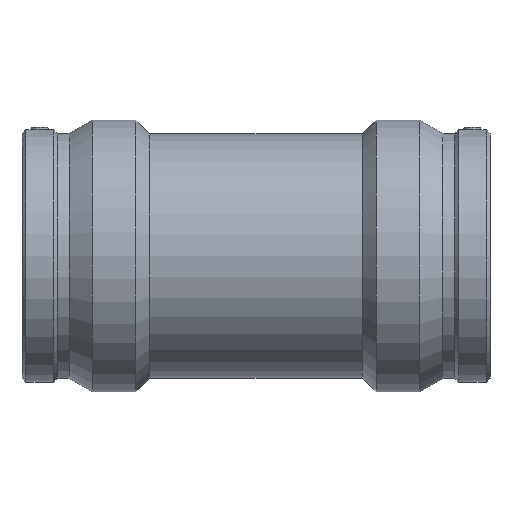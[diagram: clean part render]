
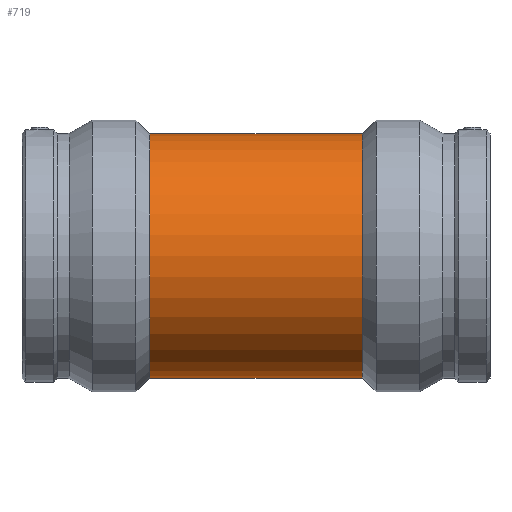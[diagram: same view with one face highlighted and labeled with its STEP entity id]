
A CAD part, top view. The second image highlights one B-rep face of the part: STEP entity #719.
In plain terms, the highlighted cylindrical face has radius 110.25 mm (diameter 220.5 mm), a full revolution.
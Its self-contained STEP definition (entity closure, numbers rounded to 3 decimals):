
#79=FACE_BOUND('',#331,.T.);
#80=FACE_BOUND('',#332,.T.);
#147=CIRCLE('',#807,110.25);
#148=CIRCLE('',#808,110.25);
#199=CYLINDRICAL_SURFACE('',#806,110.25);
#235=FACE_OUTER_BOUND('',#330,.T.);
#330=EDGE_LOOP('',(#616));
#331=EDGE_LOOP('',(#617));
#332=EDGE_LOOP('',(#618));
#416=B_SPLINE_CURVE_WITH_KNOTS('',3,(#1453,#1454,#1455,#1456,#1457,#1458,
#1459,#1460,#1461,#1462,#1463,#1464,#1465,#1466,#1467,#1468,#1469,#1470,
#1471,#1472,#1473,#1474,#1475,#1476,#1477,#1478,#1479,#1480,#1481,#1482,
#1483,#1484,#1485,#1486,#1487,#1488,#1489,#1490,#1491,#1492,#1493,#1494,
#1495,#1496,#1497,#1498,#1499,#1500,#1501,#1502,#1503,#1504,#1505,#1506,
#1507,#1508,#1509,#1510,#1511,#1512,#1513,#1514,#1515,#1516,#1517,#1518),
 .UNSPECIFIED.,.T.,.F.,(4,2,2,2,2,2,2,2,2,2,2,2,2,2,2,2,2,2,2,2,2,2,2,2,
2,2,2,2,2,2,2,2,4),(0.,1.213,2.425,3.638,
4.85,6.057,7.263,8.47,9.676,
10.883,12.089,13.296,14.503,15.715,
16.928,18.14,19.353,20.565,21.778,
22.99,24.203,25.409,26.616,27.822,
29.029,30.235,31.442,32.649,33.855,
35.068,36.28,37.493,38.705),
 .UNSPECIFIED.);
#439=VERTEX_POINT('',#1452);
#448=VERTEX_POINT('',#1545);
#449=VERTEX_POINT('',#1547);
#509=EDGE_CURVE('',#439,#439,#416,.T.);
#518=EDGE_CURVE('',#448,#448,#147,.T.);
#519=EDGE_CURVE('',#449,#449,#148,.T.);
#616=ORIENTED_EDGE('',*,*,#518,.F.);
#617=ORIENTED_EDGE('',*,*,#519,.T.);
#618=ORIENTED_EDGE('',*,*,#509,.T.);
#719=ADVANCED_FACE('',(#235,#79,#80),#199,.T.);
#806=AXIS2_PLACEMENT_3D('',#1544,#977,#978);
#807=AXIS2_PLACEMENT_3D('',#1546,#979,#980);
#808=AXIS2_PLACEMENT_3D('',#1548,#981,#982);
#977=DIRECTION('center_axis',(1.,0.,0.));
#978=DIRECTION('ref_axis',(0.,1.,0.));
#979=DIRECTION('center_axis',(1.,0.,0.));
#980=DIRECTION('ref_axis',(0.,0.,-1.));
#981=DIRECTION('center_axis',(1.,0.,0.));
#982=DIRECTION('ref_axis',(0.,0.,-1.));
#1452=CARTESIAN_POINT('',(0.,62.5,-90.823));
#1453=CARTESIAN_POINT('Ctrl Pts',(0.,62.5,-90.823));
#1454=CARTESIAN_POINT('Ctrl Pts',(-4.042,62.5,-90.823));
#1455=CARTESIAN_POINT('Ctrl Pts',(-8.178,62.102,-91.101));
#1456=CARTESIAN_POINT('Ctrl Pts',(-16.332,60.471,-92.191));
#1457=CARTESIAN_POINT('Ctrl Pts',(-20.351,59.24,-93.001));
#1458=CARTESIAN_POINT('Ctrl Pts',(-28.007,56.027,-94.971));
#1459=CARTESIAN_POINT('Ctrl Pts',(-31.654,54.044,-96.13));
#1460=CARTESIAN_POINT('Ctrl Pts',(-38.382,49.493,-98.55));
#1461=CARTESIAN_POINT('Ctrl Pts',(-41.464,46.924,-99.81));
#1462=CARTESIAN_POINT('Ctrl Pts',(-46.911,41.477,-102.193));
#1463=CARTESIAN_POINT('Ctrl Pts',(-49.478,38.402,-103.407));
#1464=CARTESIAN_POINT('Ctrl Pts',(-54.034,31.672,-105.663));
#1465=CARTESIAN_POINT('Ctrl Pts',(-56.024,28.016,-106.703));
#1466=CARTESIAN_POINT('Ctrl Pts',(-59.244,20.34,-108.429));
#1467=CARTESIAN_POINT('Ctrl Pts',(-60.477,16.311,-109.114));
#1468=CARTESIAN_POINT('Ctrl Pts',(-62.106,8.152,-110.025));
#1469=CARTESIAN_POINT('Ctrl Pts',(-62.5,4.022,-110.25));
#1470=CARTESIAN_POINT('Ctrl Pts',(-62.5,-4.022,-110.25));
#1471=CARTESIAN_POINT('Ctrl Pts',(-62.106,-8.152,-110.025));
#1472=CARTESIAN_POINT('Ctrl Pts',(-60.477,-16.311,-109.114));
#1473=CARTESIAN_POINT('Ctrl Pts',(-59.244,-20.34,-108.429));
#1474=CARTESIAN_POINT('Ctrl Pts',(-56.024,-28.016,-106.703));
#1475=CARTESIAN_POINT('Ctrl Pts',(-54.034,-31.672,-105.663));
#1476=CARTESIAN_POINT('Ctrl Pts',(-49.478,-38.402,-103.407));
#1477=CARTESIAN_POINT('Ctrl Pts',(-46.911,-41.477,-102.193));
#1478=CARTESIAN_POINT('Ctrl Pts',(-41.464,-46.924,-99.81));
#1479=CARTESIAN_POINT('Ctrl Pts',(-38.382,-49.493,-98.55));
#1480=CARTESIAN_POINT('Ctrl Pts',(-31.654,-54.044,-96.13));
#1481=CARTESIAN_POINT('Ctrl Pts',(-28.007,-56.027,-94.971));
#1482=CARTESIAN_POINT('Ctrl Pts',(-20.351,-59.24,-93.001));
#1483=CARTESIAN_POINT('Ctrl Pts',(-16.332,-60.471,-92.191));
#1484=CARTESIAN_POINT('Ctrl Pts',(-8.178,-62.102,-91.101));
#1485=CARTESIAN_POINT('Ctrl Pts',(-4.042,-62.5,-90.823));
#1486=CARTESIAN_POINT('Ctrl Pts',(4.042,-62.5,-90.823));
#1487=CARTESIAN_POINT('Ctrl Pts',(8.178,-62.102,-91.101));
#1488=CARTESIAN_POINT('Ctrl Pts',(16.332,-60.471,-92.191));
#1489=CARTESIAN_POINT('Ctrl Pts',(20.351,-59.24,-93.001));
#1490=CARTESIAN_POINT('Ctrl Pts',(28.007,-56.027,-94.971));
#1491=CARTESIAN_POINT('Ctrl Pts',(31.654,-54.044,-96.13));
#1492=CARTESIAN_POINT('Ctrl Pts',(38.382,-49.493,-98.55));
#1493=CARTESIAN_POINT('Ctrl Pts',(41.464,-46.924,-99.81));
#1494=CARTESIAN_POINT('Ctrl Pts',(46.911,-41.477,-102.193));
#1495=CARTESIAN_POINT('Ctrl Pts',(49.478,-38.402,-103.407));
#1496=CARTESIAN_POINT('Ctrl Pts',(54.034,-31.672,-105.663));
#1497=CARTESIAN_POINT('Ctrl Pts',(56.024,-28.016,-106.703));
#1498=CARTESIAN_POINT('Ctrl Pts',(59.244,-20.34,-108.429));
#1499=CARTESIAN_POINT('Ctrl Pts',(60.477,-16.311,-109.114));
#1500=CARTESIAN_POINT('Ctrl Pts',(62.106,-8.152,-110.025));
#1501=CARTESIAN_POINT('Ctrl Pts',(62.5,-4.022,-110.25));
#1502=CARTESIAN_POINT('Ctrl Pts',(62.5,4.022,-110.25));
#1503=CARTESIAN_POINT('Ctrl Pts',(62.106,8.152,-110.025));
#1504=CARTESIAN_POINT('Ctrl Pts',(60.477,16.311,-109.114));
#1505=CARTESIAN_POINT('Ctrl Pts',(59.244,20.34,-108.429));
#1506=CARTESIAN_POINT('Ctrl Pts',(56.024,28.016,-106.703));
#1507=CARTESIAN_POINT('Ctrl Pts',(54.034,31.672,-105.663));
#1508=CARTESIAN_POINT('Ctrl Pts',(49.478,38.402,-103.407));
#1509=CARTESIAN_POINT('Ctrl Pts',(46.911,41.477,-102.193));
#1510=CARTESIAN_POINT('Ctrl Pts',(41.464,46.924,-99.81));
#1511=CARTESIAN_POINT('Ctrl Pts',(38.382,49.493,-98.55));
#1512=CARTESIAN_POINT('Ctrl Pts',(31.654,54.044,-96.13));
#1513=CARTESIAN_POINT('Ctrl Pts',(28.007,56.027,-94.971));
#1514=CARTESIAN_POINT('Ctrl Pts',(20.351,59.24,-93.001));
#1515=CARTESIAN_POINT('Ctrl Pts',(16.332,60.471,-92.191));
#1516=CARTESIAN_POINT('Ctrl Pts',(8.178,62.102,-91.101));
#1517=CARTESIAN_POINT('Ctrl Pts',(4.042,62.5,-90.823));
#1518=CARTESIAN_POINT('Ctrl Pts',(0.,62.5,-90.823));
#1544=CARTESIAN_POINT('Origin',(0.,0.,0.));
#1545=CARTESIAN_POINT('',(96.005,110.25,0.));
#1546=CARTESIAN_POINT('Origin',(96.005,0.,0.));
#1547=CARTESIAN_POINT('',(-96.005,110.25,0.));
#1548=CARTESIAN_POINT('Origin',(-96.005,0.,0.));
